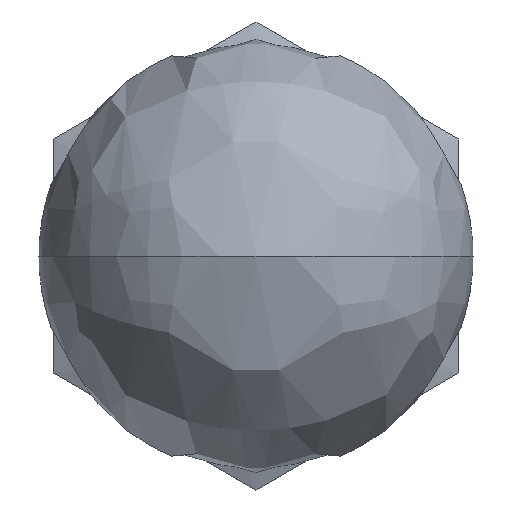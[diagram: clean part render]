
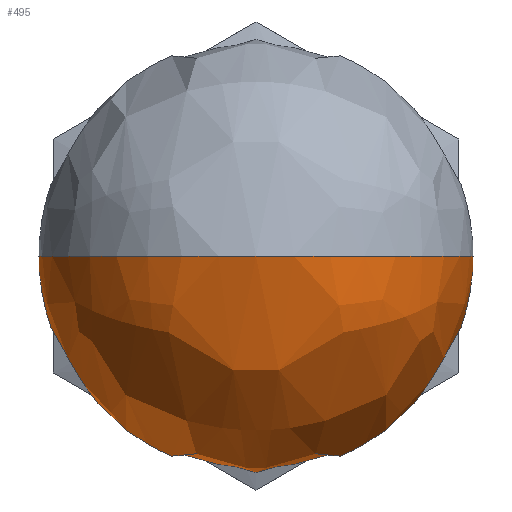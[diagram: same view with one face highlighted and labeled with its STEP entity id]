
A CAD part, front view. The second image highlights one B-rep face of the part: STEP entity #495.
In plain terms, the highlighted free-form (B-spline) face has degree [3, 3] with [4, 4] control points.
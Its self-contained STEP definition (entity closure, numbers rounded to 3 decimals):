
#59 = CIRCLE ( 'NONE', #223, 6. ) ;
#72 = CARTESIAN_POINT ( 'NONE',  ( -7.5, 0.5, 0. ) ) ;
#82 = EDGE_CURVE ( 'NONE', #89, #165, #175, .T. ) ;
#89 = VERTEX_POINT ( 'NONE', #608 ) ;
#102 = AXIS2_PLACEMENT_3D ( 'NONE', #704, #1211, #600 ) ;
#148 = EDGE_CURVE ( 'NONE', #89, #1146, #630, .T. ) ;
#165 = VERTEX_POINT ( 'NONE', #201 ) ;
#170 = CARTESIAN_POINT ( 'NONE',  ( -7.5, -14.5, 0. ) ) ;
#175 = CIRCLE ( 'NONE', #102, 7.5 ) ;
#201 = CARTESIAN_POINT ( 'NONE',  ( 7.5, -14.5, 0. ) ) ;
#223 = AXIS2_PLACEMENT_3D ( 'NONE', #1149, #755, #254 ) ;
#254 = DIRECTION ( 'NONE',  ( -1., 0., 0. ) ) ;
#276 = CARTESIAN_POINT ( 'NONE',  ( 7.5, 0.5, -30. ) ) ;
#280 = FACE_OUTER_BOUND ( 'NONE', #708, .T. ) ;
#328 = CARTESIAN_POINT ( 'NONE',  ( 0., -14.5, 0. ) ) ;
#373 = CARTESIAN_POINT ( 'NONE',  ( 7.5, -14.5, 0. ) ) ;
#376 = CARTESIAN_POINT ( 'NONE',  ( -7.5, -14.5, 0. ) ) ;
#419 = DIRECTION ( 'NONE',  ( -1., 0., 0. ) ) ;
#420 = ORIENTED_EDGE ( 'NONE', *, *, #1152, .T. ) ;
#475 = CARTESIAN_POINT ( 'NONE',  ( -7.5, -29.5, 0. ) ) ;
#495 = ADVANCED_FACE ( 'N', ( #280 ), #1176, .T. ) ;
#511 = ORIENTED_EDGE ( 'NONE', *, *, #82, .F. ) ;
#530 = CARTESIAN_POINT ( 'NONE',  ( 6., -10., 0. ) ) ;
#569 = CARTESIAN_POINT ( 'NONE',  ( 7.5, -29.5, 0. ) ) ;
#594 = DIRECTION ( 'NONE',  ( -1., 0., 0. ) ) ;
#600 = DIRECTION ( 'NONE',  ( -1., 0., 0. ) ) ;
#608 = CARTESIAN_POINT ( 'NONE',  ( -7.5, -14.5, 0. ) ) ;
#609 = DIRECTION ( 'NONE',  ( 0., 0., -1. ) ) ;
#630 = CIRCLE ( 'NONE', #771, 7.5 ) ;
#663 = CARTESIAN_POINT ( 'NONE',  ( -7.5, -14.5, 0. ) ) ;
#671 = CARTESIAN_POINT ( 'NONE',  ( 7.5, -14.5, 0. ) ) ;
#704 = CARTESIAN_POINT ( 'NONE',  ( 0., -14.5, 0. ) ) ;
#708 = EDGE_LOOP ( 'NONE', ( #511, #1080, #757, #420 ) ) ;
#755 = DIRECTION ( 'NONE',  ( 0., 1., 0. ) ) ;
#757 = ORIENTED_EDGE ( 'NONE', *, *, #903, .F. ) ;
#760 = CARTESIAN_POINT ( 'NONE',  ( -7.5, 0.5, -30. ) ) ;
#769 = CARTESIAN_POINT ( 'NONE',  ( 7.5, -14.5, 0. ) ) ;
#771 = AXIS2_PLACEMENT_3D ( 'NONE', #793, #1105, #594 ) ;
#793 = CARTESIAN_POINT ( 'NONE',  ( 0., -14.5, 0. ) ) ;
#867 = CARTESIAN_POINT ( 'NONE',  ( 7.5, 0.5, 0. ) ) ;
#903 = EDGE_CURVE ( 'NONE', #1280, #1146, #59, .T. ) ;
#967 = CARTESIAN_POINT ( 'NONE',  ( 7.5, -14.5, 0. ) ) ;
#984 = AXIS2_PLACEMENT_3D ( 'NONE', #328, #609, #419 ) ;
#1080 = ORIENTED_EDGE ( 'NONE', *, *, #148, .T. ) ;
#1081 = CARTESIAN_POINT ( 'NONE',  ( -7.5, -29.5, -30. ) ) ;
#1105 = DIRECTION ( 'NONE',  ( 0., 0., -1. ) ) ;
#1146 = VERTEX_POINT ( 'NONE', #1229 ) ;
#1149 = CARTESIAN_POINT ( 'NONE',  ( 0., -10., 0. ) ) ;
#1152 = EDGE_CURVE ( 'NONE', #1280, #165, #1277, .T. ) ;
#1176 =( BOUNDED_SURFACE ( )  B_SPLINE_SURFACE ( 3, 3, ( 
 ( #1271, #170, #376, #663 ),
 ( #72, #760, #1081, #475 ),
 ( #867, #276, #1180, #569 ),
 ( #967, #671, #373, #769 ) ),
 .UNSPECIFIED., .F., .F., .T. ) 
 B_SPLINE_SURFACE_WITH_KNOTS ( ( 4, 4 ),
 ( 4, 4 ),
 ( 0., 1. ),
 ( 0., 1. ),
 .UNSPECIFIED. ) 
 GEOMETRIC_REPRESENTATION_ITEM ( )  RATIONAL_B_SPLINE_SURFACE ( (
 ( 1., 0.333, 0.333, 1.),
 ( 0.333, 0.111, 0.111, 0.333),
 ( 0.333, 0.111, 0.111, 0.333),
 ( 1., 0.333, 0.333, 1.) ) ) 
 REPRESENTATION_ITEM ( '' )  SURFACE ( )  );
#1180 = CARTESIAN_POINT ( 'NONE',  ( 7.5, -29.5, -30. ) ) ;
#1211 = DIRECTION ( 'NONE',  ( 0., 0., 1. ) ) ;
#1229 = CARTESIAN_POINT ( 'NONE',  ( -6., -10., 0. ) ) ;
#1271 = CARTESIAN_POINT ( 'NONE',  ( -7.5, -14.5, 0. ) ) ;
#1277 = CIRCLE ( 'NONE', #984, 7.5 ) ;
#1280 = VERTEX_POINT ( 'NONE', #530 ) ;
